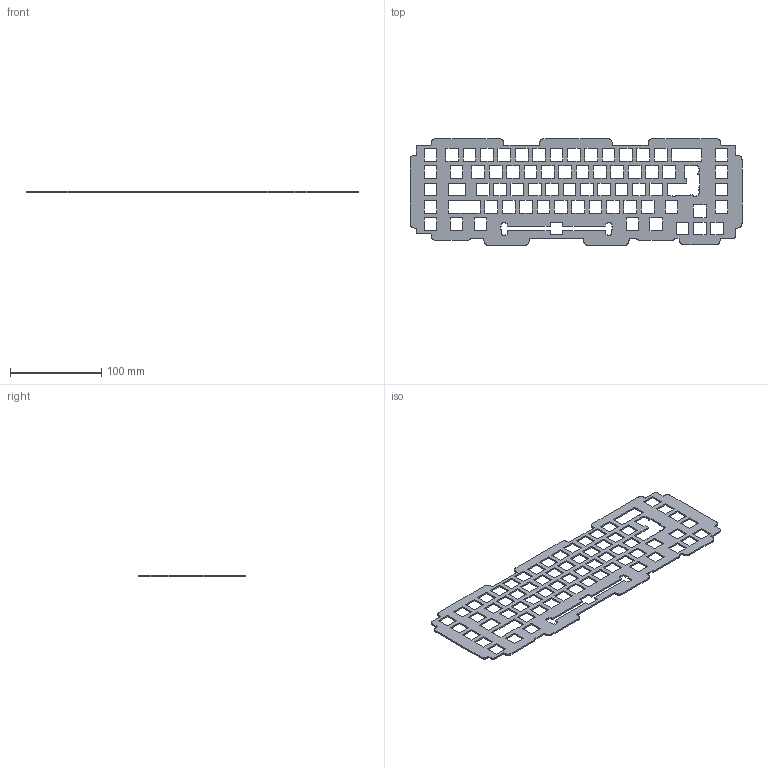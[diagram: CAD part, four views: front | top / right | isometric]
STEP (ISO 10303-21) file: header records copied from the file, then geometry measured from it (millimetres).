
FILE_DESCRIPTION(('FreeCAD Model'),'2;1');
FILE_NAME('Open CASCADE Shape Model','2022-09-15T18:08:42',('Author'),( ''),'Open CASCADE STEP processor 7.5','FreeCAD','Unknown');
FILE_SCHEMA(('AUTOMOTIVE_DESIGN { 1 0 10303 214 1 1 1 1 }'));
Length unit declared in the file: millimetre
Products named in the file (3): Diom-65MK_Plate; Board_Geoms_8f25; Pcb_8f25
Assembly tree (2 placements, depth 3):
  Diom-65MK_Plate
    Board_Geoms_8f25
      Pcb_8f25
Bounding box: 364.13 x 116.75 x 1.6 mm (x, y, z)
Volume: 38595.6 mm3; surface area: 56805.7 mm2
Topology: 1 solids, 1 shells, 981 faces, 2937 edges, 1958 vertices
Faces by surface type: plane 981
Entity records: 32669 total; most frequent: CARTESIAN_POINT 5879, ORIENTED_EDGE 5874, DIRECTION 4905, EDGE_CURVE 2937, LINE 2937, VECTOR 2937, VERTEX_POINT 1958, FACE_BOUND 1121
